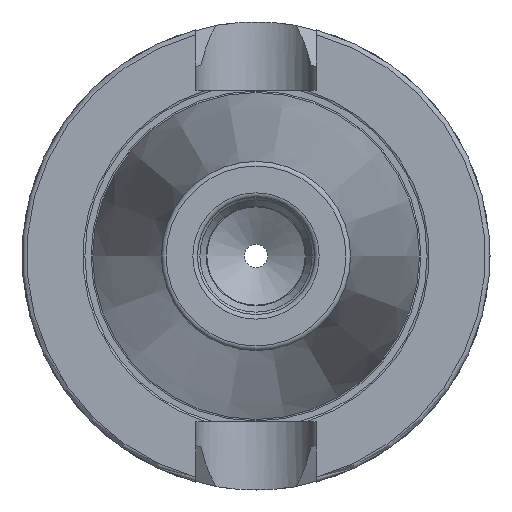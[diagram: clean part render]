
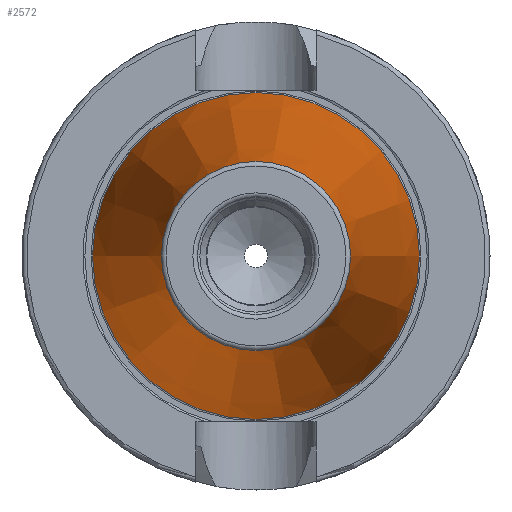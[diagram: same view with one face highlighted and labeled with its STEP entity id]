
A CAD part, left-side view. The second image highlights one B-rep face of the part: STEP entity #2572.
In plain terms, the highlighted conical face has half-angle 8.297 degrees and reference radius 27.564 mm.
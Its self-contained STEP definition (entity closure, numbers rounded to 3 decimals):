
#2530=CARTESIAN_POINT('',(-100.944,20.204,0.0));
#2531=VERTEX_POINT('',#2530);
#2532=CARTESIAN_POINT('',(-100.944,0.,0.0));
#2533=DIRECTION('',(1.0,0.0,0.0));
#2534=DIRECTION('',(0.0,1.0,0.0));
#2535=AXIS2_PLACEMENT_3D('',#2532,#2533,#2534);
#2536=CIRCLE('',#2535,20.204);
#2537=EDGE_CURVE('',#2531,#2531,#2536,.T.);
#2553=CARTESIAN_POINT('',(-50.472,0.,0.0));
#2554=DIRECTION('',(1.0,0.,0.0));
#2555=DIRECTION('',(0.0,1.0,0.0));
#2556=AXIS2_PLACEMENT_3D('',#2553,#2554,#2555);
#2557=CONICAL_SURFACE('',#2556,27.564,8.297);
#2558=CARTESIAN_POINT('',(0.0,34.925,0.0));
#2559=VERTEX_POINT('',#2558);
#2560=CARTESIAN_POINT('',(0.,0.,0.0));
#2561=DIRECTION('',(1.0,0.0,0.0));
#2562=DIRECTION('',(0.0,1.0,0.0));
#2563=AXIS2_PLACEMENT_3D('',#2560,#2561,#2562);
#2564=CIRCLE('',#2563,34.925);
#2565=EDGE_CURVE('',#2559,#2559,#2564,.T.);
#2566=ORIENTED_EDGE('',*,*,#2565,.F.);
#2567=EDGE_LOOP('',(#2566));
#2568=FACE_OUTER_BOUND('',#2567,.T.);
#2569=ORIENTED_EDGE('',*,*,#2537,.T.);
#2570=EDGE_LOOP('',(#2569));
#2571=FACE_BOUND('',#2570,.T.);
#2572=ADVANCED_FACE('',(#2568,#2571),#2557,.T.);
